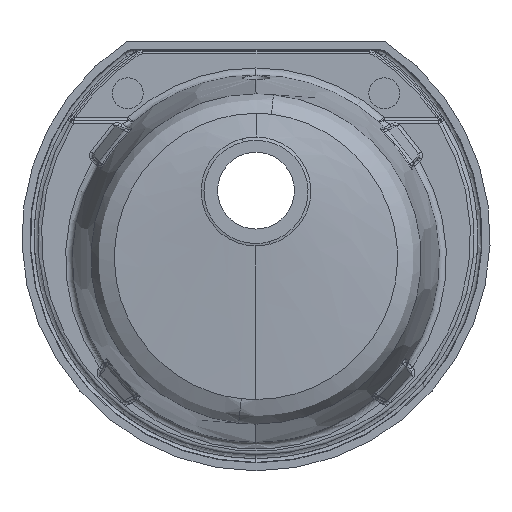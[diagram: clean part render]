
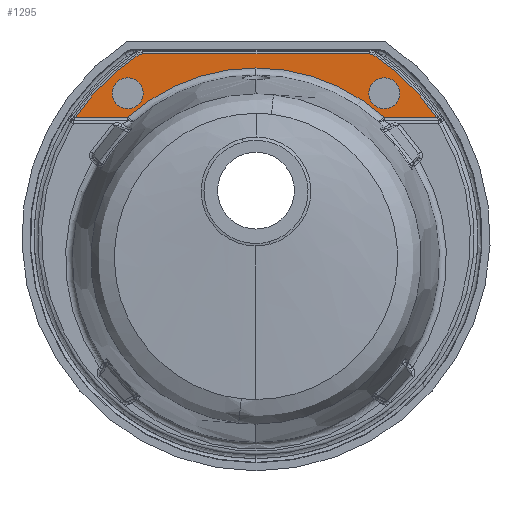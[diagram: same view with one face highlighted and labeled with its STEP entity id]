
A CAD part, front view. The second image highlights one B-rep face of the part: STEP entity #1295.
In plain terms, the highlighted planar face has unit normal (0, -1, 0).
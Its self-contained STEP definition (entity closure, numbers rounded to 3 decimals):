
#57 = CIRCLE ( 'NONE', #7548, 17.5 ) ;
#358 = CIRCLE ( 'NONE', #1803, 17.5 ) ;
#361 = ORIENTED_EDGE ( 'NONE', *, *, #6099, .T. ) ;
#457 = CARTESIAN_POINT ( 'NONE',  ( 144.927, 240., 134.687 ) ) ;
#1029 = DIRECTION ( 'NONE',  ( 0., -1., 0. ) ) ;
#1191 = ORIENTED_EDGE ( 'NONE', *, *, #11986, .T. ) ;
#1295 = ADVANCED_FACE ( 'NONE', ( #1469, #13296, #8558 ), #10407, .F. ) ;
#1340 = EDGE_CURVE ( 'NONE', #8832, #9146, #14447, .T. ) ;
#1469 = FACE_OUTER_BOUND ( 'NONE', #8124, .T. ) ;
#1490 = ORIENTED_EDGE ( 'NONE', *, *, #5818, .T. ) ;
#1512 = CARTESIAN_POINT ( 'NONE',  ( 133.32, 240., 204.988 ) ) ;
#1672 = CARTESIAN_POINT ( 'NONE',  ( -145., 240., 162. ) ) ;
#1767 = CARTESIAN_POINT ( 'NONE',  ( 208.453, 240., 134.687 ) ) ;
#1803 = AXIS2_PLACEMENT_3D ( 'NONE', #15310, #11533, #3143 ) ;
#1862 = CARTESIAN_POINT ( 'NONE',  ( 0., 240., 0. ) ) ;
#1905 = CARTESIAN_POINT ( 'NONE',  ( 0., 240., 206.528 ) ) ;
#2073 = VECTOR ( 'NONE', #4317, 1000. ) ;
#2243 = VERTEX_POINT ( 'NONE', #14392 ) ;
#2277 = EDGE_LOOP ( 'NONE', ( #4911, #10097 ) ) ;
#2287 = VERTEX_POINT ( 'NONE', #9502 ) ;
#2392 = ORIENTED_EDGE ( 'NONE', *, *, #11140, .T. ) ;
#2489 = CARTESIAN_POINT ( 'NONE',  ( -145., 240., 179.5 ) ) ;
#2637 = CARTESIAN_POINT ( 'NONE',  ( -204.092, 240., 134.687 ) ) ;
#2721 = EDGE_CURVE ( 'NONE', #4808, #15646, #8245, .T. ) ;
#2912 = CARTESIAN_POINT ( 'NONE',  ( 145., 240., 162. ) ) ;
#3143 = DIRECTION ( 'NONE',  ( 0., 0., -1. ) ) ;
#3234 = DIRECTION ( 'NONE',  ( -1., 0., 0. ) ) ;
#3263 = DIRECTION ( 'NONE',  ( 1., 0., 0. ) ) ;
#3334 = CARTESIAN_POINT ( 'NONE',  ( -133.32, 240., 204.988 ) ) ;
#3373 = DIRECTION ( 'NONE',  ( 0., 0., 1. ) ) ;
#3565 = DIRECTION ( 'NONE',  ( 0., 0., 1. ) ) ;
#4136 = AXIS2_PLACEMENT_3D ( 'NONE', #9453, #15462, #10698 ) ;
#4294 = AXIS2_PLACEMENT_3D ( 'NONE', #1672, #10376, #10216 ) ;
#4317 = DIRECTION ( 'NONE',  ( 1., 0., 0. ) ) ;
#4335 = AXIS2_PLACEMENT_3D ( 'NONE', #1862, #12686, #13896 ) ;
#4808 = VERTEX_POINT ( 'NONE', #9222 ) ;
#4911 = ORIENTED_EDGE ( 'NONE', *, *, #1340, .T. ) ;
#4946 = AXIS2_PLACEMENT_3D ( 'NONE', #13775, #10127, #12565 ) ;
#5232 = CARTESIAN_POINT ( 'NONE',  ( 145., 240., 179.5 ) ) ;
#5370 = EDGE_CURVE ( 'NONE', #8149, #2243, #15218, .T. ) ;
#5433 = ORIENTED_EDGE ( 'NONE', *, *, #12664, .T. ) ;
#5549 = VERTEX_POINT ( 'NONE', #5845 ) ;
#5678 = ORIENTED_EDGE ( 'NONE', *, *, #8303, .T. ) ;
#5722 = EDGE_CURVE ( 'NONE', #13143, #6642, #358, .T. ) ;
#5818 = EDGE_CURVE ( 'NONE', #13337, #4808, #14266, .T. ) ;
#5845 = CARTESIAN_POINT ( 'NONE',  ( 0., 240., 190.647 ) ) ;
#6099 = EDGE_CURVE ( 'NONE', #15646, #2287, #8637, .T. ) ;
#6130 = AXIS2_PLACEMENT_3D ( 'NONE', #11566, #10458, #7945 ) ;
#6629 = CARTESIAN_POINT ( 'NONE',  ( -145., 240., 144.5 ) ) ;
#6642 = VERTEX_POINT ( 'NONE', #6629 ) ;
#6669 = DIRECTION ( 'NONE',  ( 0., 1., 0. ) ) ;
#6691 = VERTEX_POINT ( 'NONE', #3334 ) ;
#6815 = EDGE_CURVE ( 'NONE', #9146, #8832, #57, .T. ) ;
#6966 = DIRECTION ( 'NONE',  ( 0., 1., 0. ) ) ;
#7057 = AXIS2_PLACEMENT_3D ( 'NONE', #7058, #9564, #3565 ) ;
#7058 = CARTESIAN_POINT ( 'NONE',  ( 128.125, 240., 197. ) ) ;
#7144 = AXIS2_PLACEMENT_3D ( 'NONE', #7850, #6669, #7903 ) ;
#7294 = ORIENTED_EDGE ( 'NONE', *, *, #5722, .F. ) ;
#7548 = AXIS2_PLACEMENT_3D ( 'NONE', #2912, #10363, #9186 ) ;
#7572 = EDGE_CURVE ( 'NONE', #5549, #13337, #10116, .T. ) ;
#7602 = VECTOR ( 'NONE', #3263, 1000. ) ;
#7639 = ORIENTED_EDGE ( 'NONE', *, *, #12932, .F. ) ;
#7850 = CARTESIAN_POINT ( 'NONE',  ( 145., 240., 162. ) ) ;
#7903 = DIRECTION ( 'NONE',  ( 0., 0., 1. ) ) ;
#7945 = DIRECTION ( 'NONE',  ( 0., 0., 1. ) ) ;
#8124 = EDGE_LOOP ( 'NONE', ( #13703, #5678, #8218, #1490, #9746, #361, #1191, #5433, #2392 ) ) ;
#8149 = VERTEX_POINT ( 'NONE', #2637 ) ;
#8218 = ORIENTED_EDGE ( 'NONE', *, *, #7572, .T. ) ;
#8245 = CIRCLE ( 'NONE', #4136, 244.528 ) ;
#8303 = EDGE_CURVE ( 'NONE', #2243, #5549, #13698, .T. ) ;
#8340 = CARTESIAN_POINT ( 'NONE',  ( -128.125, 240., 197. ) ) ;
#8558 = FACE_BOUND ( 'NONE', #13736, .T. ) ;
#8637 = CIRCLE ( 'NONE', #7057, 9.528 ) ;
#8659 = LINE ( 'NONE', #1905, #14740 ) ;
#8832 = VERTEX_POINT ( 'NONE', #8919 ) ;
#8919 = CARTESIAN_POINT ( 'NONE',  ( 145., 240., 144.5 ) ) ;
#9146 = VERTEX_POINT ( 'NONE', #5232 ) ;
#9186 = DIRECTION ( 'NONE',  ( 0., 0., 1. ) ) ;
#9222 = CARTESIAN_POINT ( 'NONE',  ( 204.092, 240., 134.687 ) ) ;
#9420 = CIRCLE ( 'NONE', #4946, 244.528 ) ;
#9453 = CARTESIAN_POINT ( 'NONE',  ( 0., 240., 0. ) ) ;
#9458 = CARTESIAN_POINT ( 'NONE',  ( -136.784, 240., 134.687 ) ) ;
#9502 = CARTESIAN_POINT ( 'NONE',  ( 128.125, 240., 206.528 ) ) ;
#9561 = DIRECTION ( 'NONE',  ( 0., 0., 1. ) ) ;
#9564 = DIRECTION ( 'NONE',  ( 0., -1., 0. ) ) ;
#9746 = ORIENTED_EDGE ( 'NONE', *, *, #2721, .T. ) ;
#10097 = ORIENTED_EDGE ( 'NONE', *, *, #6815, .T. ) ;
#10116 = CIRCLE ( 'NONE', #6130, 215.647 ) ;
#10127 = DIRECTION ( 'NONE',  ( 0., -1., 0. ) ) ;
#10216 = DIRECTION ( 'NONE',  ( 0., 0., -1. ) ) ;
#10231 = CARTESIAN_POINT ( 'NONE',  ( -128.125, 240., 206.528 ) ) ;
#10363 = DIRECTION ( 'NONE',  ( 0., 1., 0. ) ) ;
#10376 = DIRECTION ( 'NONE',  ( 0., -1., 0. ) ) ;
#10407 = PLANE ( 'NONE',  #4335 ) ;
#10458 = DIRECTION ( 'NONE',  ( 0., 1., 0. ) ) ;
#10542 = CARTESIAN_POINT ( 'NONE',  ( 0., 240., -25. ) ) ;
#10576 = AXIS2_PLACEMENT_3D ( 'NONE', #8340, #1029, #9561 ) ;
#10698 = DIRECTION ( 'NONE',  ( 0., 0., 1. ) ) ;
#11140 = EDGE_CURVE ( 'NONE', #6691, #8149, #9420, .T. ) ;
#11296 = CIRCLE ( 'NONE', #4294, 17.5 ) ;
#11533 = DIRECTION ( 'NONE',  ( 0., -1., 0. ) ) ;
#11566 = CARTESIAN_POINT ( 'NONE',  ( 0., 240., -25. ) ) ;
#11986 = EDGE_CURVE ( 'NONE', #2287, #14880, #8659, .T. ) ;
#12565 = DIRECTION ( 'NONE',  ( 0., 0., 1. ) ) ;
#12664 = EDGE_CURVE ( 'NONE', #14880, #6691, #14910, .T. ) ;
#12686 = DIRECTION ( 'NONE',  ( 0., 1., 0. ) ) ;
#12767 = AXIS2_PLACEMENT_3D ( 'NONE', #10542, #6966, #3373 ) ;
#12932 = EDGE_CURVE ( 'NONE', #6642, #13143, #11296, .T. ) ;
#13143 = VERTEX_POINT ( 'NONE', #2489 ) ;
#13296 = FACE_BOUND ( 'NONE', #2277, .T. ) ;
#13337 = VERTEX_POINT ( 'NONE', #457 ) ;
#13698 = CIRCLE ( 'NONE', #12767, 215.647 ) ;
#13703 = ORIENTED_EDGE ( 'NONE', *, *, #5370, .T. ) ;
#13736 = EDGE_LOOP ( 'NONE', ( #7639, #7294 ) ) ;
#13775 = CARTESIAN_POINT ( 'NONE',  ( 0., 240., 0. ) ) ;
#13896 = DIRECTION ( 'NONE',  ( 0., 0., 1. ) ) ;
#14266 = LINE ( 'NONE', #1767, #2073 ) ;
#14392 = CARTESIAN_POINT ( 'NONE',  ( -144.927, 240., 134.687 ) ) ;
#14447 = CIRCLE ( 'NONE', #7144, 17.5 ) ;
#14740 = VECTOR ( 'NONE', #3234, 1000. ) ;
#14880 = VERTEX_POINT ( 'NONE', #10231 ) ;
#14910 = CIRCLE ( 'NONE', #10576, 9.528 ) ;
#15218 = LINE ( 'NONE', #9458, #7602 ) ;
#15310 = CARTESIAN_POINT ( 'NONE',  ( -145., 240., 162. ) ) ;
#15462 = DIRECTION ( 'NONE',  ( 0., -1., 0. ) ) ;
#15646 = VERTEX_POINT ( 'NONE', #1512 ) ;
